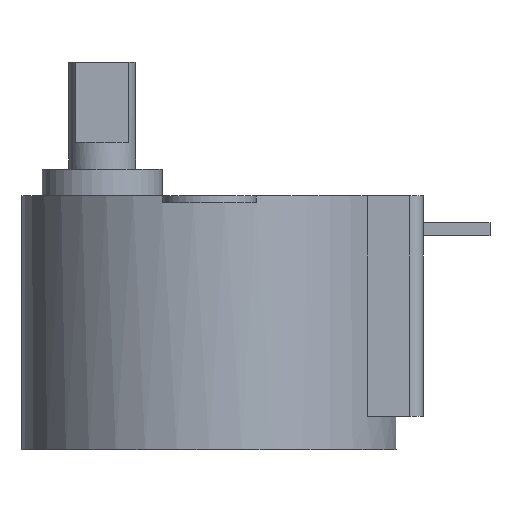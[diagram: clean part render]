
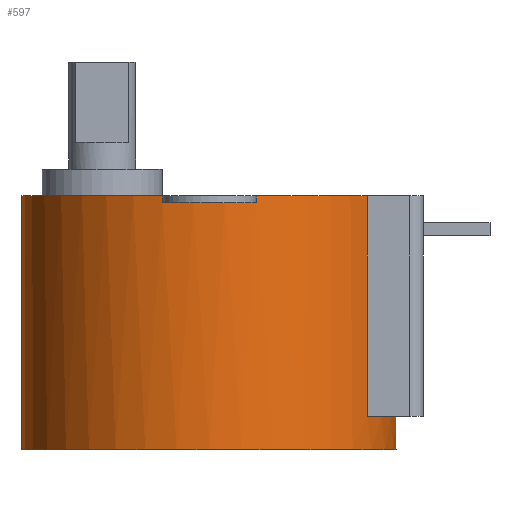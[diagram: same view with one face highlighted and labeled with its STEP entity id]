
A CAD part, front view. The second image highlights one B-rep face of the part: STEP entity #597.
In plain terms, the highlighted cylindrical face has radius 14 mm (diameter 28 mm), a full revolution.
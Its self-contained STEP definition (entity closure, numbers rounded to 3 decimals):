
#56=FACE_OUTER_BOUND('',#93,.T.);
#93=EDGE_LOOP('',(#468,#469,#470,#471,#472,#473,#474,#475,#476,#477,#478,
#479,#480,#481,#482,#483,#484));
#123=LINE('',#926,#176);
#133=LINE('',#966,#186);
#134=LINE('',#968,#187);
#135=LINE('',#971,#188);
#137=LINE('',#977,#190);
#138=LINE('',#982,#191);
#139=LINE('',#985,#192);
#176=VECTOR('',#741,10.);
#186=VECTOR('',#777,10.);
#187=VECTOR('',#780,10.);
#188=VECTOR('',#783,10.);
#190=VECTOR('',#791,14.);
#191=VECTOR('',#796,10.);
#192=VECTOR('',#799,10.);
#229=CIRCLE('',#648,14.);
#231=CIRCLE('',#653,14.);
#234=CIRCLE('',#656,14.);
#236=CIRCLE('',#658,14.);
#237=CIRCLE('',#659,14.);
#241=CIRCLE('',#668,14.);
#242=CIRCLE('',#670,14.);
#243=CIRCLE('',#671,14.);
#244=CIRCLE('',#672,14.);
#264=VERTEX_POINT('',#912);
#265=VERTEX_POINT('',#914);
#268=VERTEX_POINT('',#924);
#269=VERTEX_POINT('',#928);
#270=VERTEX_POINT('',#930);
#275=VERTEX_POINT('',#940);
#276=VERTEX_POINT('',#942);
#279=VERTEX_POINT('',#948);
#280=VERTEX_POINT('',#950);
#285=VERTEX_POINT('',#964);
#286=VERTEX_POINT('',#970);
#287=VERTEX_POINT('',#976);
#288=VERTEX_POINT('',#978);
#289=VERTEX_POINT('',#981);
#290=VERTEX_POINT('',#983);
#326=EDGE_CURVE('',#265,#264,#229,.T.);
#332=EDGE_CURVE('',#264,#268,#123,.T.);
#334=EDGE_CURVE('',#269,#270,#231,.T.);
#340=EDGE_CURVE('',#275,#276,#234,.T.);
#344=EDGE_CURVE('',#279,#280,#236,.T.);
#345=EDGE_CURVE('',#280,#268,#237,.T.);
#352=EDGE_CURVE('',#279,#285,#133,.T.);
#353=EDGE_CURVE('',#269,#265,#134,.T.);
#354=EDGE_CURVE('',#286,#276,#135,.T.);
#356=EDGE_CURVE('',#285,#286,#241,.T.);
#357=EDGE_CURVE('',#280,#287,#137,.T.);
#358=EDGE_CURVE('',#287,#288,#242,.T.);
#359=EDGE_CURVE('',#288,#287,#243,.T.);
#360=EDGE_CURVE('',#275,#289,#138,.T.);
#361=EDGE_CURVE('',#289,#290,#244,.T.);
#362=EDGE_CURVE('',#290,#270,#139,.T.);
#468=ORIENTED_EDGE('',*,*,#353,.T.);
#469=ORIENTED_EDGE('',*,*,#326,.T.);
#470=ORIENTED_EDGE('',*,*,#332,.T.);
#471=ORIENTED_EDGE('',*,*,#345,.F.);
#472=ORIENTED_EDGE('',*,*,#357,.T.);
#473=ORIENTED_EDGE('',*,*,#358,.T.);
#474=ORIENTED_EDGE('',*,*,#359,.T.);
#475=ORIENTED_EDGE('',*,*,#357,.F.);
#476=ORIENTED_EDGE('',*,*,#344,.F.);
#477=ORIENTED_EDGE('',*,*,#352,.T.);
#478=ORIENTED_EDGE('',*,*,#356,.T.);
#479=ORIENTED_EDGE('',*,*,#354,.T.);
#480=ORIENTED_EDGE('',*,*,#340,.F.);
#481=ORIENTED_EDGE('',*,*,#360,.T.);
#482=ORIENTED_EDGE('',*,*,#361,.T.);
#483=ORIENTED_EDGE('',*,*,#362,.T.);
#484=ORIENTED_EDGE('',*,*,#334,.F.);
#581=CYLINDRICAL_SURFACE('',#669,14.);
#597=ADVANCED_FACE('',(#56),#581,.T.);
#648=AXIS2_PLACEMENT_3D('',#915,#729,#730);
#653=AXIS2_PLACEMENT_3D('',#931,#745,#746);
#656=AXIS2_PLACEMENT_3D('',#943,#754,#755);
#658=AXIS2_PLACEMENT_3D('',#951,#760,#761);
#659=AXIS2_PLACEMENT_3D('',#952,#762,#763);
#668=AXIS2_PLACEMENT_3D('',#974,#787,#788);
#669=AXIS2_PLACEMENT_3D('',#975,#789,#790);
#670=AXIS2_PLACEMENT_3D('',#979,#792,#793);
#671=AXIS2_PLACEMENT_3D('',#980,#794,#795);
#672=AXIS2_PLACEMENT_3D('',#984,#797,#798);
#729=DIRECTION('center_axis',(0.,0.,-1.));
#730=DIRECTION('ref_axis',(1.,0.,0.));
#741=DIRECTION('',(0.,0.,1.));
#745=DIRECTION('center_axis',(0.,0.,1.));
#746=DIRECTION('ref_axis',(1.,0.,0.));
#754=DIRECTION('center_axis',(0.,0.,1.));
#755=DIRECTION('ref_axis',(1.,0.,0.));
#760=DIRECTION('center_axis',(0.,0.,1.));
#761=DIRECTION('ref_axis',(1.,0.,0.));
#762=DIRECTION('center_axis',(0.,0.,1.));
#763=DIRECTION('ref_axis',(1.,0.,0.));
#777=DIRECTION('',(0.,0.,-1.));
#780=DIRECTION('',(0.,0.,-1.));
#783=DIRECTION('',(0.,0.,1.));
#787=DIRECTION('center_axis',(0.,0.,-1.));
#788=DIRECTION('ref_axis',(1.,0.,0.));
#789=DIRECTION('center_axis',(0.,0.,1.));
#790=DIRECTION('ref_axis',(1.,0.,0.));
#791=DIRECTION('',(0.,0.,-1.));
#792=DIRECTION('center_axis',(0.,0.,1.));
#793=DIRECTION('ref_axis',(1.,0.,0.));
#794=DIRECTION('center_axis',(0.,0.,1.));
#795=DIRECTION('ref_axis',(1.,0.,0.));
#796=DIRECTION('',(0.,0.,-1.));
#797=DIRECTION('center_axis',(0.,0.,-1.));
#798=DIRECTION('ref_axis',(1.,0.,0.));
#799=DIRECTION('',(0.,0.,1.));
#912=CARTESIAN_POINT('',(-3.5,-13.555,18.5));
#914=CARTESIAN_POINT('',(3.5,-13.555,18.5));
#915=CARTESIAN_POINT('Origin',(0.,0.,18.5));
#924=CARTESIAN_POINT('',(-3.5,-13.555,19.));
#926=CARTESIAN_POINT('',(-3.5,-13.555,0.));
#928=CARTESIAN_POINT('',(3.5,-13.555,19.));
#930=CARTESIAN_POINT('',(11.822,-7.5,19.));
#931=CARTESIAN_POINT('Origin',(0.,0.,19.));
#940=CARTESIAN_POINT('',(11.822,7.5,19.));
#942=CARTESIAN_POINT('',(3.5,13.555,19.));
#943=CARTESIAN_POINT('Origin',(0.,0.,19.));
#948=CARTESIAN_POINT('',(-3.5,13.555,19.));
#950=CARTESIAN_POINT('',(-14.,0.,19.));
#951=CARTESIAN_POINT('Origin',(0.,0.,19.));
#952=CARTESIAN_POINT('Origin',(0.,0.,19.));
#964=CARTESIAN_POINT('',(-3.5,13.555,18.5));
#966=CARTESIAN_POINT('',(-3.5,13.555,0.));
#968=CARTESIAN_POINT('',(3.5,-13.555,0.));
#970=CARTESIAN_POINT('',(3.5,13.555,18.5));
#971=CARTESIAN_POINT('',(3.5,13.555,0.));
#974=CARTESIAN_POINT('Origin',(0.,0.,18.5));
#975=CARTESIAN_POINT('Origin',(0.,0.,0.));
#976=CARTESIAN_POINT('',(-14.,0.,0.));
#977=CARTESIAN_POINT('',(-14.,0.,0.));
#978=CARTESIAN_POINT('',(14.,0.,0.));
#979=CARTESIAN_POINT('Origin',(0.,0.,0.));
#980=CARTESIAN_POINT('Origin',(0.,0.,0.));
#981=CARTESIAN_POINT('',(11.822,7.5,2.5));
#982=CARTESIAN_POINT('',(11.822,7.5,0.));
#983=CARTESIAN_POINT('',(11.822,-7.5,2.5));
#984=CARTESIAN_POINT('Origin',(0.,0.,2.5));
#985=CARTESIAN_POINT('',(11.822,-7.5,0.));
